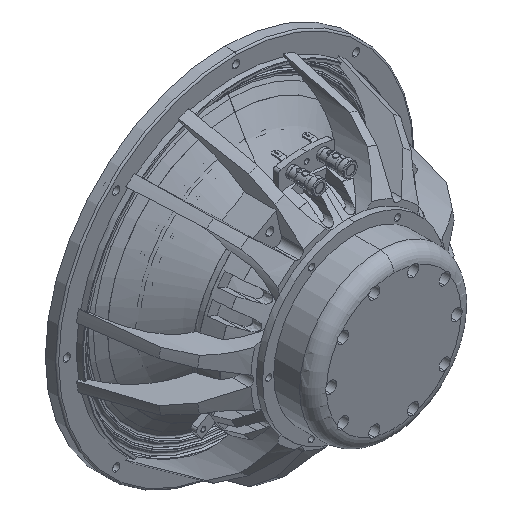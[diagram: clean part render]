
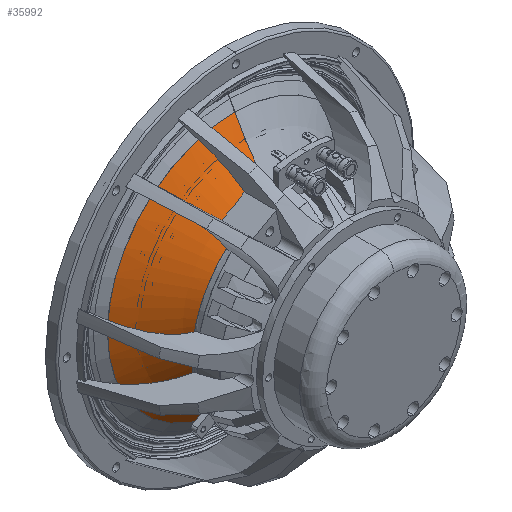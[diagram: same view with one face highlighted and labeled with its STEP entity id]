
A CAD part, isometric view. The second image highlights one B-rep face of the part: STEP entity #35992.
In plain terms, the highlighted toroidal (fillet/blend) face has major radius 250.362 mm and minor radius 288.744 mm.
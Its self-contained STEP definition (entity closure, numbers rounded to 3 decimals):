
#509 = ORIENTED_EDGE ( 'NONE', *, *, #42527, .T. ) ;
#997 = EDGE_CURVE ( 'NONE', #3897, #51086, #43461, .T. ) ;
#1184 = CARTESIAN_POINT ( 'NONE',  ( 45.631, 141.365, 162.691 ) ) ;
#3302 = DIRECTION ( 'NONE',  ( 0., 0., 1. ) ) ;
#3518 = EDGE_CURVE ( 'NONE', #50284, #51086, #40617, .T. ) ;
#3897 = VERTEX_POINT ( 'NONE', #7074 ) ;
#4125 = AXIS2_PLACEMENT_3D ( 'NONE', #50322, #12483, #29365 ) ;
#7074 = CARTESIAN_POINT ( 'NONE',  ( 45.631, 141.365, 61.691 ) ) ;
#8211 = CARTESIAN_POINT ( 'NONE',  ( 45.631, 191.365, 233.691 ) ) ;
#8740 = ORIENTED_EDGE ( 'NONE', *, *, #3518, .F. ) ;
#11417 = CARTESIAN_POINT ( 'NONE',  ( 45.631, -67.03, -138.171 ) ) ;
#12483 = DIRECTION ( 'NONE',  ( 0., 1., 0. ) ) ;
#12987 = DIRECTION ( 'NONE',  ( -1., 0., 0. ) ) ;
#14910 = AXIS2_PLACEMENT_3D ( 'NONE', #11417, #28287, #45111 ) ;
#15558 = DIRECTION ( 'NONE',  ( 0., 1., 0. ) ) ;
#16447 = VERTEX_POINT ( 'NONE', #27753 ) ;
#16788 = AXIS2_PLACEMENT_3D ( 'NONE', #50835, #12987, #29871 ) ;
#19666 = AXIS2_PLACEMENT_3D ( 'NONE', #53409, #15558, #32429 ) ;
#21881 = EDGE_LOOP ( 'NONE', ( #45707, #509, #27683, #8740 ) ) ;
#24355 = CARTESIAN_POINT ( 'NONE',  ( 45.631, 191.365, 112.191 ) ) ;
#27683 = ORIENTED_EDGE ( 'NONE', *, *, #997, .T. ) ;
#27753 = CARTESIAN_POINT ( 'NONE',  ( 45.631, 191.365, -9.309 ) ) ;
#28001 = TOROIDAL_SURFACE ( 'NONE', #4125, 250.362, 288.744 ) ;
#28287 = DIRECTION ( 'NONE',  ( 1., 0., 0. ) ) ;
#29365 = DIRECTION ( 'NONE',  ( 0., 0., 1. ) ) ;
#29871 = DIRECTION ( 'NONE',  ( 0., 0., 1. ) ) ;
#30887 = AXIS2_PLACEMENT_3D ( 'NONE', #24355, #41199, #3302 ) ;
#32429 = DIRECTION ( 'NONE',  ( 0., 0., 1. ) ) ;
#35992 = ADVANCED_FACE ( 'NONE', ( #54498 ), #28001, .F. ) ;
#38736 = CIRCLE ( 'NONE', #14910, 288.744 ) ;
#40617 = CIRCLE ( 'NONE', #16788, 288.744 ) ;
#41199 = DIRECTION ( 'NONE',  ( 0., 1., 0. ) ) ;
#42527 = EDGE_CURVE ( 'NONE', #16447, #3897, #38736, .T. ) ;
#43461 = CIRCLE ( 'NONE', #19666, 50.5 ) ;
#44086 = EDGE_CURVE ( 'NONE', #16447, #50284, #54723, .T. ) ;
#45111 = DIRECTION ( 'NONE',  ( 0., 0., -1. ) ) ;
#45707 = ORIENTED_EDGE ( 'NONE', *, *, #44086, .F. ) ;
#50284 = VERTEX_POINT ( 'NONE', #8211 ) ;
#50322 = CARTESIAN_POINT ( 'NONE',  ( 45.631, -67.03, 112.191 ) ) ;
#50835 = CARTESIAN_POINT ( 'NONE',  ( 45.631, -67.03, 362.553 ) ) ;
#51086 = VERTEX_POINT ( 'NONE', #1184 ) ;
#53409 = CARTESIAN_POINT ( 'NONE',  ( 45.631, 141.365, 112.191 ) ) ;
#54498 = FACE_OUTER_BOUND ( 'NONE', #21881, .T. ) ;
#54723 = CIRCLE ( 'NONE', #30887, 121.5 ) ;
